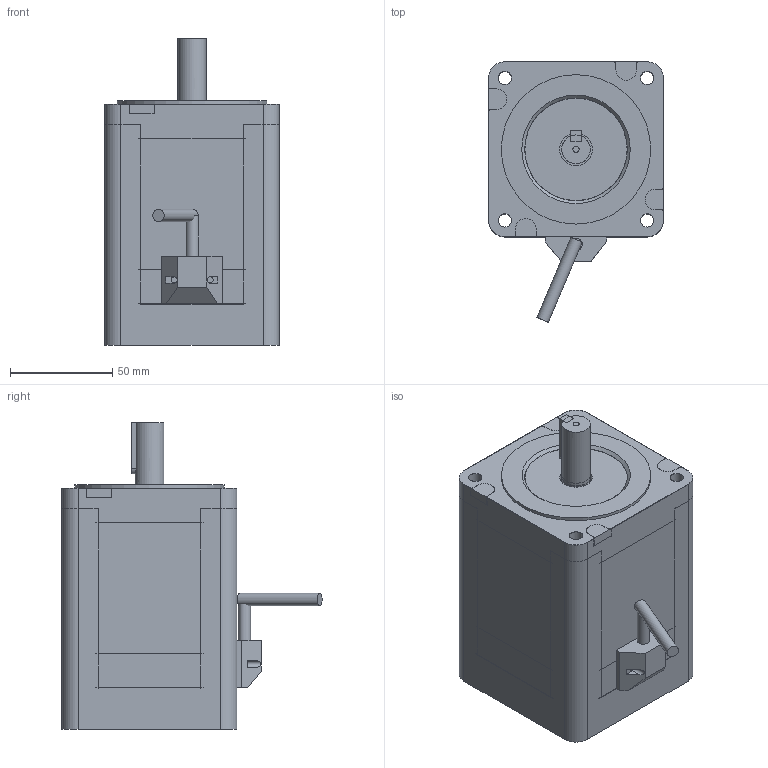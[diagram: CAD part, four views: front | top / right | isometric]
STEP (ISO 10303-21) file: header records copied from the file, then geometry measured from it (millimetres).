
FILE_DESCRIPTION(/* description */ (''),/* implementation_level */ '2;1');
FILE_NAME(/* name */ 'MP3-86H098.step',/* time_stamp */ '2021-07-16T15:17:07+08:00',/* author */ (''),/* organization */ (''),/* preprocessor_version */ 'ST-DEVELOPER v16',/* originating_system */ 'SIEMENS PLM Software NX 10.0',/* authorisation */ '');
FILE_SCHEMA (('AUTOMOTIVE_DESIGN { 1 0 10303 214 3 1 1 1 }'));
Length unit declared in the file: millimetre
Products named in the file (1): MP3-86H098
Bounding box: 85.5 x 127.21 x 150 mm (x, y, z)
Volume: 1505590.3 mm3; surface area: 171876.6 mm2
Topology: 14 solids, 14 shells, 273 faces, 696 edges, 461 vertices
Faces by surface type: cylinder 130, plane 129, torus 12, cone 2
Full cylindrical faces by diameter (mm): 3 x4, 3.4 x12, 6 x2, 6.5 x12, 14 x6, 16 x4, 16.4 x1, 16.6 x1, 73 x2
Entity records: 8184 total; most frequent: DIRECTION 1456, CARTESIAN_POINT 1379, ORIENTED_EDGE 1264, EDGE_CURVE 632, AXIS2_PLACEMENT_3D 551, VERTEX_POINT 443, EDGE_LOOP 387, LINE 354
